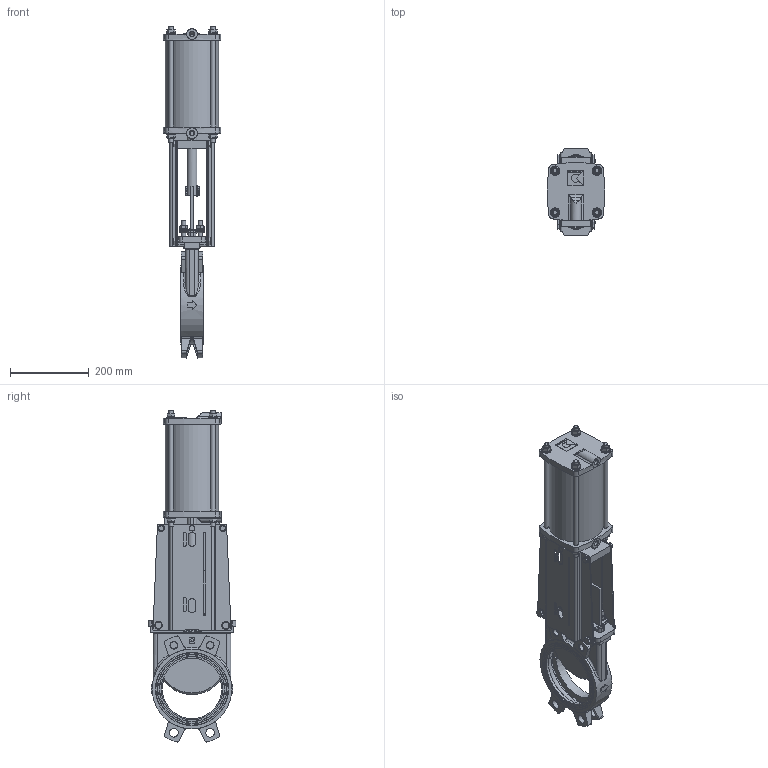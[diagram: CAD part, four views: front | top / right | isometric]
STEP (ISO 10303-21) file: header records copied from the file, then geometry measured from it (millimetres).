
FILE_DESCRIPTION(/* description */ (''),/* implementation_level */ '2;1');
FILE_NAME(/* name */ 'WGP16N-DN150_105807.step',/* time_stamp */ '2025-07-11T10:32:13+02:00',/* author */ (''),/* organization */ (''),/* preprocessor_version */ 'ST-DEVELOPER v20.1',/* originating_system */ 'Autodesk Translation Framework v14.10.0.0',/* authorisation */ '');
FILE_SCHEMA (('AUTOMOTIVE_DESIGN { 1 0 10303 214 3 1 1 }'));
Length unit declared in the file: millimetre
Products named in the file (24): WGP16N-DN150_105807; WGS-BO-GG-SOF-150-K; WGS-KN-xxx-150; WGS-GL-GG-150; local.DIN.76.51.8; local.DIN.126.14.8; WGS-BR-CS-B-150; WGS-BR-CS-F-150; local.DIN.18.265.9; local.DIN.162.220.8; local.DIN.162.190.8; local.DIN.126.13.8; local.DIN.18.1000002.10; WGS-CO-PD-AL-125-150-2-K; WGS-PL-PD-AL-150-2-K; WGS-ST-PD-150; WGS-ZY-AL-125-150; local.DIN.179.8.8; local.DIN.19.120.9; local.DIN.126.11.8; WGS-ZB-ST-150; local.DIN.162.250.8; local.DIN.126.15.8; WGS-SOT1
Assembly tree (64 placements, depth 2):
  WGP16N-DN150_105807
    WGS-BO-GG-SOF-150-K
    WGS-KN-xxx-150
    WGS-GL-GG-150
    local.DIN.76.51.8  x4
    local.DIN.162.220.8  x8
    local.DIN.126.14.8  x4
    WGS-BR-CS-B-150
    WGS-BR-CS-F-150
    local.DIN.18.265.9  x4
    local.DIN.162.190.8  x4
    local.DIN.126.13.8  x2
    local.DIN.18.1000002.10  x2
    WGS-CO-PD-AL-125-150-2-K
    WGS-PL-PD-AL-150-2-K
    WGS-ST-PD-150
    WGS-ZY-AL-125-150
    local.DIN.179.8.8  x2
    local.DIN.19.120.9  x2
    local.DIN.126.11.8  x2
    WGS-ZB-ST-150  x4
    local.DIN.162.250.8  x8
    local.DIN.126.15.8  x8
    WGS-SOT1
Bounding box: 145.89 x 222 x 840.72 mm (x, y, z)
Volume: 3885082.5 mm3; surface area: 1089514.5 mm2
Topology: 64 solids, 64 shells, 1665 faces, 4011 edges, 2555 vertices
Faces by surface type: plane 810, cylinder 421, cone 204, bspline 141, torus 85, sphere 4
Full cylindrical faces by diameter (mm): 4.917 x2, 5.459 x2, 6 x2, 6.2 x4, 6.25 x2, 6.647 x2, 8 x2, 8.25 x2, 8.376 x12, 8.4 x4, 8.5 x6, 8.7 x2, 10 x9, 10.106 x8, 10.5 x13, 11.445 x2, 11.6 x2, 12 x4, 13 x16, 14 x1, 15.6 x4, 16 x4, 16.2 x1, 17.294 x4, 18 x1, 20 x8, 22 x4, 24 x8, 25 x1, 95 x1
Entity records: 42104 total; most frequent: CARTESIAN_POINT 10678, ORIENTED_EDGE 6472, DIRECTION 6142, EDGE_CURVE 3236, AXIS2_PLACEMENT_3D 2158, VERTEX_POINT 2078, LINE 1826, VECTOR 1826
